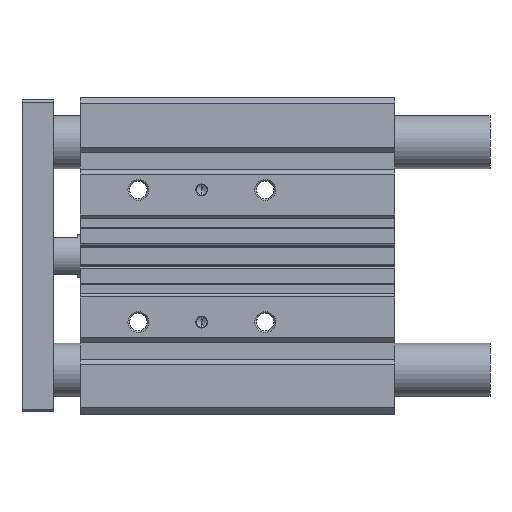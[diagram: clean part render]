
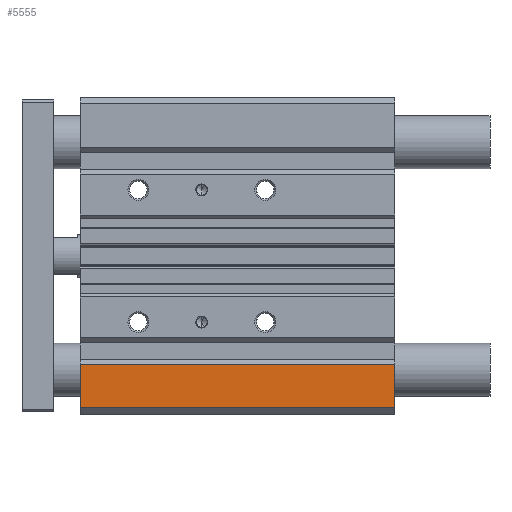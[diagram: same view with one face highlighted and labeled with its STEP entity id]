
A CAD part, front view. The second image highlights one B-rep face of the part: STEP entity #5555.
In plain terms, the highlighted planar face has unit normal (0, -1, 0).
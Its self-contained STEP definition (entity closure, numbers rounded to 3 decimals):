
#171 = ORIENTED_EDGE ( 'NONE', *, *, #5315, .T. ) ;
#500 = CARTESIAN_POINT ( 'NONE',  ( 0., -26.95, -57.3 ) ) ;
#757 = AXIS2_PLACEMENT_3D ( 'NONE', #5443, #6567, #7369 ) ;
#969 = DIRECTION ( 'NONE',  ( -1., 0., 0. ) ) ;
#992 = DIRECTION ( 'NONE',  ( 0., 0., 1. ) ) ;
#1109 = CARTESIAN_POINT ( 'NONE',  ( 119., -26.95, -57.3 ) ) ;
#1236 = CARTESIAN_POINT ( 'NONE',  ( 0., -26.95, -40.9 ) ) ;
#2492 = PLANE ( 'NONE',  #757 ) ;
#2634 = EDGE_CURVE ( 'NONE', #4800, #3530, #8567, .T. ) ;
#3261 = VERTEX_POINT ( 'NONE', #5207 ) ;
#3265 = VECTOR ( 'NONE', #9831, 1000. ) ;
#3530 = VERTEX_POINT ( 'NONE', #13138 ) ;
#3785 = DIRECTION ( 'NONE',  ( -1., 0., 0. ) ) ;
#4800 = VERTEX_POINT ( 'NONE', #1236 ) ;
#5044 = LINE ( 'NONE', #6231, #6071 ) ;
#5188 = CARTESIAN_POINT ( 'NONE',  ( 119., -26.95, -40.9 ) ) ;
#5207 = CARTESIAN_POINT ( 'NONE',  ( 119., -26.95, -57.3 ) ) ;
#5315 = EDGE_CURVE ( 'NONE', #9341, #4800, #5044, .T. ) ;
#5443 = CARTESIAN_POINT ( 'NONE',  ( 0., -26.95, -57.3 ) ) ;
#5555 = ADVANCED_FACE ( 'NONE', ( #5643 ), #2492, .T. ) ;
#5643 = FACE_OUTER_BOUND ( 'NONE', #6954, .T. ) ;
#6001 = VECTOR ( 'NONE', #992, 1000. ) ;
#6071 = VECTOR ( 'NONE', #969, 1000. ) ;
#6231 = CARTESIAN_POINT ( 'NONE',  ( 0., -26.95, -40.9 ) ) ;
#6567 = DIRECTION ( 'NONE',  ( 0., -1., 0. ) ) ;
#6954 = EDGE_LOOP ( 'NONE', ( #9846, #12691, #9244, #171 ) ) ;
#7050 = LINE ( 'NONE', #1109, #6001 ) ;
#7369 = DIRECTION ( 'NONE',  ( 0., 0., -1. ) ) ;
#7903 = CARTESIAN_POINT ( 'NONE',  ( 0., -26.95, -57.3 ) ) ;
#7932 = EDGE_CURVE ( 'NONE', #3261, #9341, #7050, .T. ) ;
#8567 = LINE ( 'NONE', #500, #3265 ) ;
#9244 = ORIENTED_EDGE ( 'NONE', *, *, #7932, .T. ) ;
#9341 = VERTEX_POINT ( 'NONE', #5188 ) ;
#9657 = EDGE_CURVE ( 'NONE', #3261, #3530, #12053, .T. ) ;
#9831 = DIRECTION ( 'NONE',  ( 0., 0., -1. ) ) ;
#9846 = ORIENTED_EDGE ( 'NONE', *, *, #2634, .T. ) ;
#10914 = VECTOR ( 'NONE', #3785, 1000. ) ;
#12053 = LINE ( 'NONE', #7903, #10914 ) ;
#12691 = ORIENTED_EDGE ( 'NONE', *, *, #9657, .F. ) ;
#13138 = CARTESIAN_POINT ( 'NONE',  ( 0., -26.95, -57.3 ) ) ;
